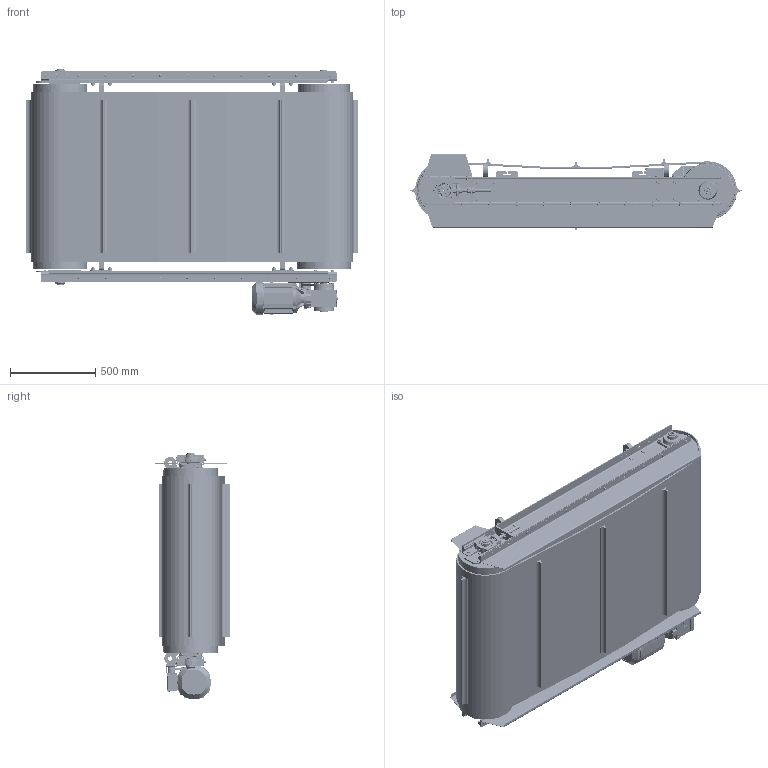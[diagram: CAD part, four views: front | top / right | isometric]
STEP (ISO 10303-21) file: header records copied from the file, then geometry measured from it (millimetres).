
FILE_DESCRIPTION(/* description */ (''),/* implementation_level */ '2;1');
FILE_NAME(/* name */ 'ROFI100330.stp',/* time_stamp */ '2023-05-07T16:47:38+02:00',/* author */ ('LF'),/* organization */ (''),/* preprocessor_version */ 'ST-DEVELOPER v18.1',/* originating_system */ 'Autodesk Inventor 2021',/* authorisation */ '');
FILE_SCHEMA (('AUTOMOTIVE_DESIGN { 1 0 10303 214 3 1 1 }'));
Length unit declared in the file: millimetre
Products named in the file (1): ROFI100330_Obal_1
Bounding box: 1952 x 447 x 1449.5 mm (x, y, z)
Volume: 137722481.7 mm3; surface area: 25920587.4 mm2
Topology: 304 solids, 390 shells, 6240 faces, 14820 edges, 9575 vertices
Faces by surface type: plane 3144, cylinder 1716, cone 978, bspline 209, torus 149, sphere 44
Full cylindrical faces by diameter (mm): 2 x4, 3 x4, 4.917 x2, 5 x8, 6 x4, 6.6 x4, 6.647 x46, 7.323 x40, 8 x80, 8.376 x3, 8.4 x64, 8.5 x2, 8.92 x2, 9 x48, 9.188 x4, 9.7 x4, 9.8 x2, 10 x26, 10.106 x23, 10.2 x2, 10.4 x1, 10.5 x7, 11 x1, 11.053 x21, 11.4 x40, 12 x26, 13 x66, 13.835 x21, 14 x29, 14.4 x8
Entity records: 210157 total; most frequent: CARTESIAN_POINT 59395, DIRECTION 30213, ORIENTED_EDGE 29236, EDGE_CURVE 14799, AXIS2_PLACEMENT_3D 11375, VERTEX_POINT 9579, EDGE_LOOP 7484, LINE 7463
